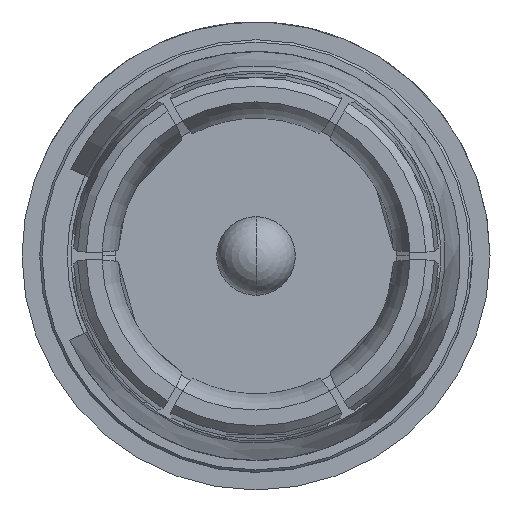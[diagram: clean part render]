
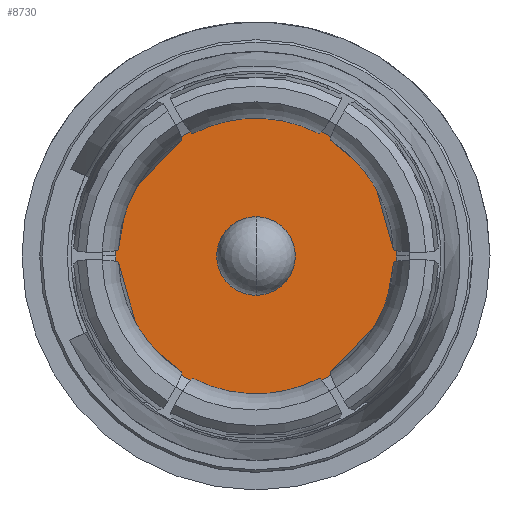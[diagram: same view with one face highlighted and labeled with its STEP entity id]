
A CAD part, front view. The second image highlights one B-rep face of the part: STEP entity #8730.
In plain terms, the highlighted planar face has unit normal (0, -1, 0).
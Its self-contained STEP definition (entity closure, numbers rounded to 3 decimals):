
#7990=CARTESIAN_POINT('',(-1.787,-10.261,
0.));
#8000=VERTEX_POINT('',#7990);
#8180=CARTESIAN_POINT('',(1.787,-10.261,
0.));
#8190=VERTEX_POINT('',#8180);
#8220=CARTESIAN_POINT('',(0.,-10.261,
0.));
#8230=DIRECTION('',(0.,1.,0.));
#8240=DIRECTION('',(0.,0.,1.));
#8250=AXIS2_PLACEMENT_3D('',#8220,#8230,#8240);
#8260=CIRCLE('',#8250,1.787);
#8270=CARTESIAN_POINT('',(0.,-10.261,
1.787));
#8280=VERTEX_POINT('',#8270);
#8290=EDGE_CURVE('',#8280,#8190,#8260,.T.);
#8310=EDGE_CURVE('',#8000,#8280,#8260,.T.);
#8430=CARTESIAN_POINT('',(0.,-10.261,
0.));
#8440=DIRECTION('',(0.,1.,0.));
#8450=DIRECTION('',(0.,0.,1.));
#8460=AXIS2_PLACEMENT_3D('',#8430,#8440,#8450);
#8470=PLANE('',#8460);
#8480=CARTESIAN_POINT('',(0.,-10.261,
0.));
#8490=DIRECTION('',(0.,1.,0.));
#8500=DIRECTION('',(0.,0.,1.));
#8510=AXIS2_PLACEMENT_3D('',#8480,#8490,#8500);
#8520=CIRCLE('',#8510,0.5);
#8530=CARTESIAN_POINT('',(0.5,-10.261,
0.));
#8540=VERTEX_POINT('',#8530);
#8550=CARTESIAN_POINT('',(-0.5,-10.261,
0.));
#8560=VERTEX_POINT('',#8550);
#8570=EDGE_CURVE('',#8540,#8560,#8520,.T.);
#8580=ORIENTED_EDGE('',*,*,#8570,.T.);
#8590=CARTESIAN_POINT('',(0.,-10.261,
0.5));
#8600=VERTEX_POINT('',#8590);
#8610=EDGE_CURVE('',#8600,#8540,#8520,.T.);
#8620=ORIENTED_EDGE('',*,*,#8610,.T.);
#8630=EDGE_CURVE('',#8560,#8600,#8520,.T.);
#8640=ORIENTED_EDGE('',*,*,#8630,.T.);
#8650=EDGE_LOOP('',(#8640,#8620,#8580));
#8660=FACE_BOUND('',#8650,.T.);
#8670=ORIENTED_EDGE('',*,*,#8290,.F.);
#8680=EDGE_CURVE('',#8190,#8000,#8260,.T.);
#8690=ORIENTED_EDGE('',*,*,#8680,.F.);
#8700=ORIENTED_EDGE('',*,*,#8310,.F.);
#8710=EDGE_LOOP('',(#8700,#8690,#8670));
#8720=FACE_OUTER_BOUND('',#8710,.T.);
#8730=ADVANCED_FACE('',(#8660,#8720),#8470,.F.);
